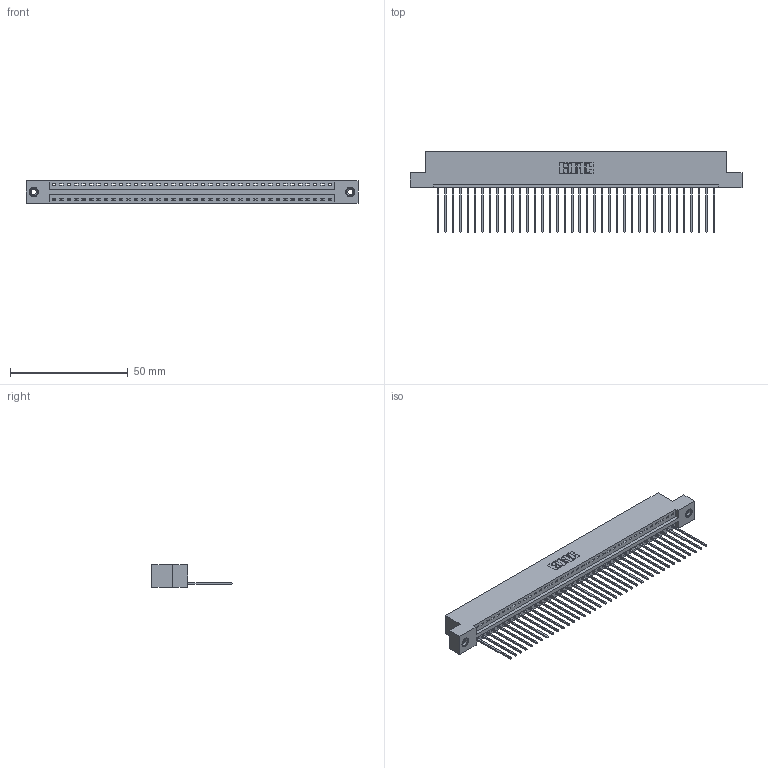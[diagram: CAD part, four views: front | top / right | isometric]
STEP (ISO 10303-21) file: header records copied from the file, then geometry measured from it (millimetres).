
FILE_DESCRIPTION (( 'STEP AP203' ), '1' );
FILE_NAME ('396-038-541-108.STEP', '2019-10-27T18:45:02', ( '' ), ( '' ), 'SwSTEP 2.0', 'SolidWorks 2016', '' );
FILE_SCHEMA (( 'CONFIG_CONTROL_DESIGN' ));
Length unit declared in the file: inch
Products named in the file (4): 345-292-001_345-293-141; 346 Part_Flush Mounting Lugs - 0.156 Dia-TI; 345-250-001_345-250-003-102; 396-038-541-108
Assembly tree (41 placements, depth 2):
  396-038-541-108
    346 Part_Flush Mounting Lugs - 0.156 Dia-TI
    345-292-001_345-293-141  x38
    345-250-001_345-250-003-102  x2
Bounding box: 141.22 x 34.29 x 9.4 mm (x, y, z)
Volume: 13609.6 mm3; surface area: 17737.9 mm2
Topology: 41 solids, 41 shells, 2386 faces, 7153 edges, 4710 vertices
Faces by surface type: plane 1628, cylinder 742, cone 12, torus 4
Entity records: 25326 total; most frequent: CARTESIAN_POINT 4325, ORIENTED_EDGE 4290, DIRECTION 3847, EDGE_CURVE 2145, VECTOR 1841, LINE 1841, VERTEX_POINT 1424, AXIS2_PLACEMENT_3D 1003
